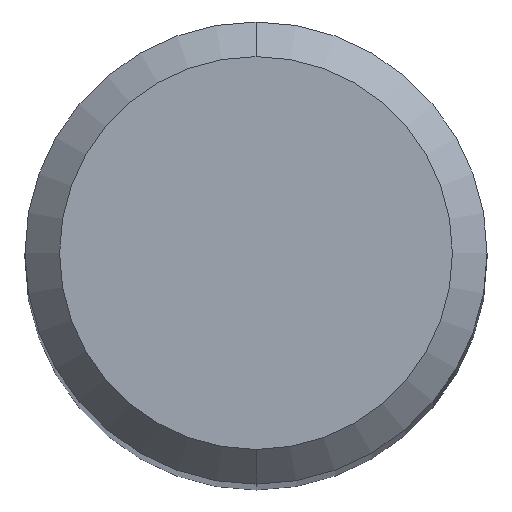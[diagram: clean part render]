
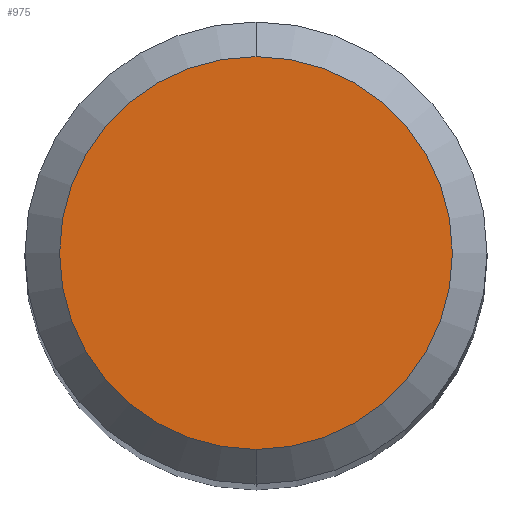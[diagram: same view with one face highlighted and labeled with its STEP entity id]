
A CAD part, top view. The second image highlights one B-rep face of the part: STEP entity #975.
In plain terms, the highlighted planar face has unit normal (0, 0, 1).
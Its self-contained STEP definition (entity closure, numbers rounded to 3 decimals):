
#407=VERTEX_POINT('',#1076);
#459=EDGE_CURVE('',#559,#407,#1130,.T.);
#559=VERTEX_POINT('',#1239);
#765=EDGE_CURVE('',#407,#559,#1465,.T.);
#975=ADVANCED_FACE('',(#1701),#1702,.T.);
#1076=CARTESIAN_POINT('',(0.0,1.7,0.0));
#1130=CIRCLE('',#2229,1.7);
#1239=CARTESIAN_POINT('',(0.,-1.7,0.0));
#1465=CIRCLE('',#3079,1.7);
#1701=FACE_OUTER_BOUND('',#3884,.T.);
#1702=PLANE('',#3885);
#2229=AXIS2_PLACEMENT_3D('',#4013,#4014,#4015);
#3079=AXIS2_PLACEMENT_3D('',#4414,#4415,#4416);
#3884=EDGE_LOOP('',(#4717,#4718));
#3885=AXIS2_PLACEMENT_3D('',#4719,#4720,#4721);
#4013=CARTESIAN_POINT('',(0.0,0.0,0.0));
#4014=DIRECTION('',(0.0,0.0,-1.0));
#4015=DIRECTION('',(0.0,1.0,0.0));
#4414=CARTESIAN_POINT('',(0.0,0.0,0.0));
#4415=DIRECTION('',(0.0,0.0,-1.0));
#4416=DIRECTION('',(0.0,1.0,0.0));
#4717=ORIENTED_EDGE('',*,*,#765,.F.);
#4718=ORIENTED_EDGE('',*,*,#459,.F.);
#4719=CARTESIAN_POINT('',(0.0,0.85,0.0));
#4720=DIRECTION('',(-0.0,0.0,1.0));
#4721=DIRECTION('',(0.0,-1.0,0.0));
